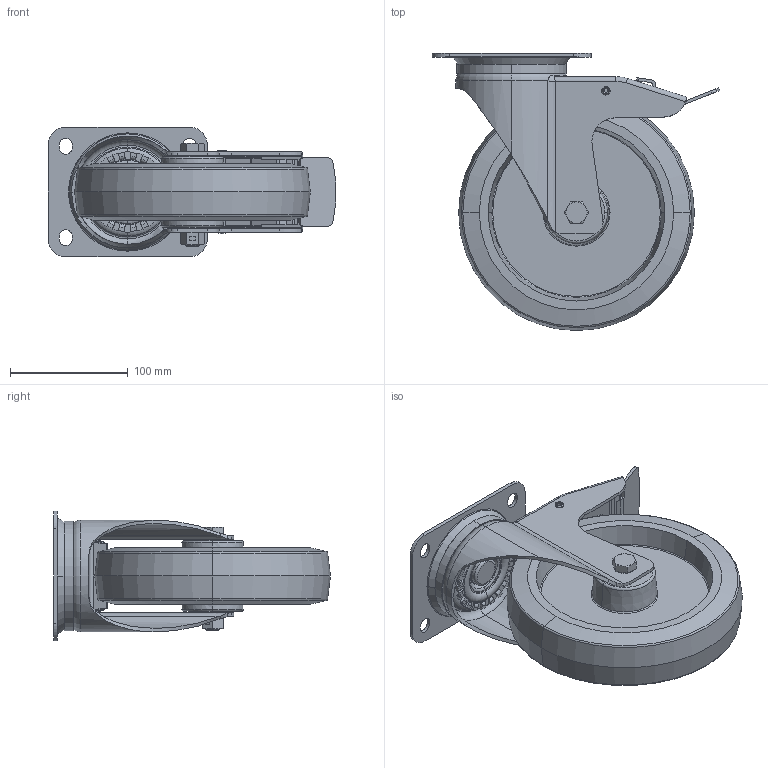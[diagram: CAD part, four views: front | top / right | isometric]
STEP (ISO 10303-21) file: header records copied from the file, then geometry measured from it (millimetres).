
FILE_DESCRIPTION (( 'STEP AP214' ), '1' );
FILE_NAME ('0055662.step', '2023-07-26T12:47:59', ( '' ), ( '' ), 'SwSTEP 2.0', 'SolidWorks 2020', '' );
FILE_SCHEMA (( 'AUTOMOTIVE_DESIGN' ));
Length unit declared in the file: millimetre
Products named in the file (1): 0055662
Bounding box: 244.14 x 235 x 110 mm (x, y, z)
Volume: 1137115 mm3; surface area: 325688.8 mm2
Topology: 18 solids, 18 shells, 1151 faces, 2873 edges, 1763 vertices
Faces by surface type: plane 461, cylinder 288, torus 213, cone 110, bspline 41, sphere 38
Entity records: 52897 total; most frequent: CARTESIAN_POINT 12583, DIRECTION 5999, ORIENTED_EDGE 5650, EDGE_CURVE 2825, AXIS2_PLACEMENT_3D 2369, VERTEX_POINT 1739, VECTOR 1261, LINE 1261
